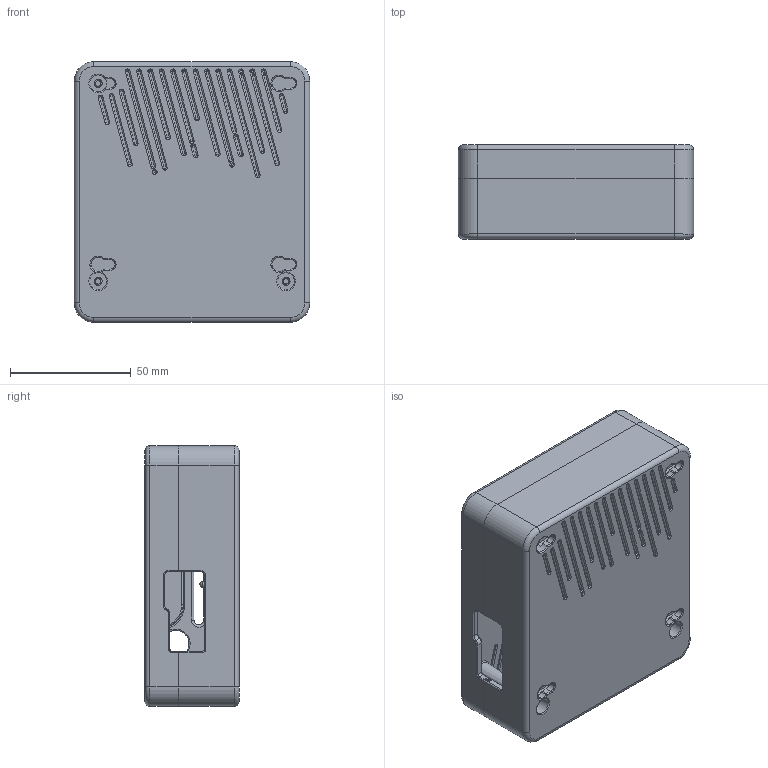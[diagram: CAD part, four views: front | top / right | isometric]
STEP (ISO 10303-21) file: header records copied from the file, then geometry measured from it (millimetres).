
FILE_DESCRIPTION(/* description */ (''),/* implementation_level */ '2;1');
FILE_NAME(/* name */ 'case.step',/* time_stamp */ '2020-10-20T16:48:36+01:00',/* author */ (''),/* organization */ (''),/* preprocessor_version */ 'ST-DEVELOPER v18.1',/* originating_system */ 'Autodesk Translation Framework v9.3.0.1241',/* authorisation */ '');
FILE_SCHEMA (('AUTOMOTIVE_DESIGN { 1 0 10303 214 3 1 1 }'));
Products named in the file (3): case; bottom; top
Assembly tree (2 placements, depth 2):
  case
    bottom
    top
Bounding box: 97.51 x 39 x 108 mm (x, y, z)
Volume: 98598.8 mm3; surface area: 76682.6 mm2
Topology: 2 solids, 2 shells, 1646 faces, 4275 edges, 2637 vertices
Faces by surface type: plane 526, cylinder 431, bspline 413, torus 262, cone 8, sphere 6
Full cylindrical faces by diameter (mm): 0.965 x5, 2.3 x3, 2.4 x2, 3.3 x3, 5 x1, 7 x3, 9 x3, 11 x1
Entity records: 59210 total; most frequent: CARTESIAN_POINT 20612, ORIENTED_EDGE 8536, DIRECTION 7335, EDGE_CURVE 4268, VERTEX_POINT 2637, AXIS2_PLACEMENT_3D 2611, LINE 2113, VECTOR 2113
